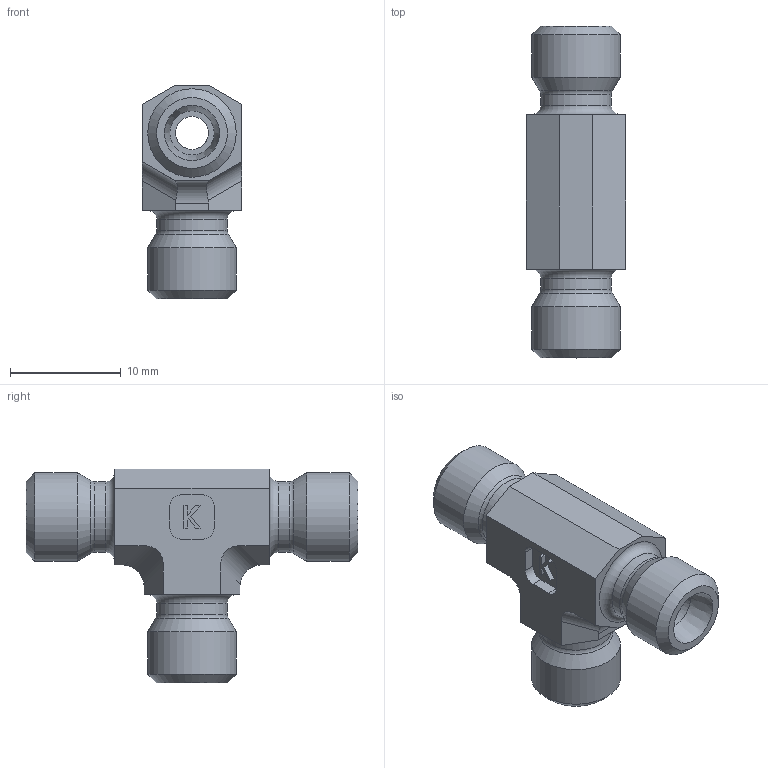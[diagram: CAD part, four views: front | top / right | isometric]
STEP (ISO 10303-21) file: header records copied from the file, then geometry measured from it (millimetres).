
FILE_DESCRIPTION((''),'2;1');
FILE_NAME('370040808.stp','2014-08-13T15:30:56',(''),('KNOMI spol. s r. o.'),'Autodesk Inventor 2012','Autodesk Inventor 2012','');
FILE_SCHEMA(('AUTOMOTIVE_DESIGN { 1 2 10303 214 0 1 1 1 }'));
Length unit declared in the file: millimetre
Products named in the file (1): TS1  4LL   3xM 8x1
Bounding box: 9 x 30 x 19.33 mm (x, y, z)
Volume: 1803 mm3; surface area: 1660.5 mm2
Topology: 1 solids, 1 shells, 80 faces, 204 edges, 133 vertices
Faces by surface type: plane 44, cylinder 21, cone 9, torus 6
Full cylindrical faces by diameter (mm): 3 x2, 4 x3, 6.4 x3, 8 x3
Entity records: 2224 total; most frequent: DIRECTION 388, CARTESIAN_POINT 371, ORIENTED_EDGE 334, EDGE_CURVE 167, AXIS2_PLACEMENT_3D 140, VERTEX_POINT 123, EDGE_LOOP 118, VECTOR 108
